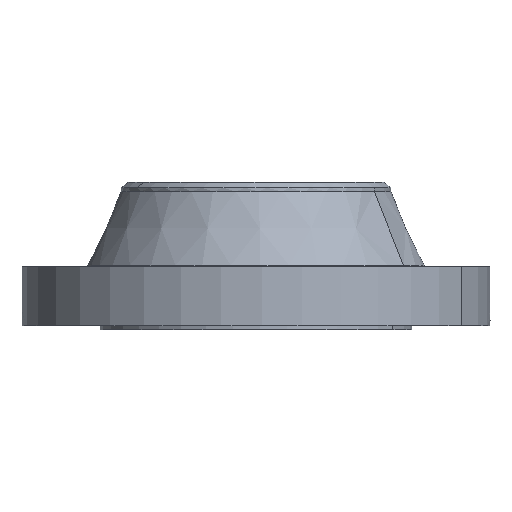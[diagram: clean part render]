
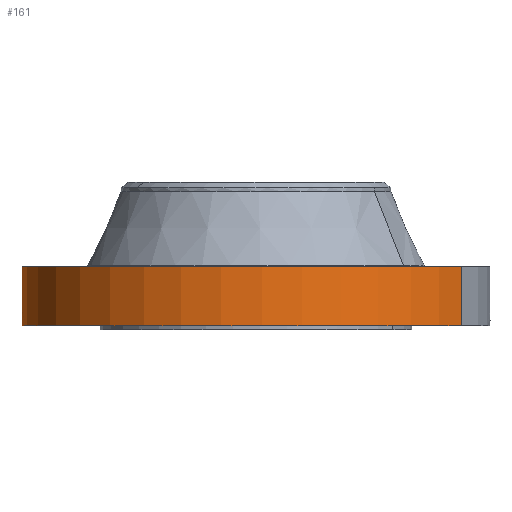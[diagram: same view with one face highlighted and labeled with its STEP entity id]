
A CAD part, left-side view. The second image highlights one B-rep face of the part: STEP entity #161.
In plain terms, the highlighted cylindrical face has radius 352.425 mm (diameter 704.85 mm), a partial arc.
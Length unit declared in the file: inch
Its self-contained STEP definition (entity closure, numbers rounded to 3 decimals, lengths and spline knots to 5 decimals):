
#38=AXIS2_PLACEMENT_3D('Cylinder Axis2P3D',#35,#36,#37) ;
#42=AXIS2_PLACEMENT_3D('Circle Axis2P3D',#40,#41,$) ;
#58=AXIS2_PLACEMENT_3D('Circle Axis2P3D',#56,#57,$) ;
#35=CARTESIAN_POINT('Axis2P3D Location',(0.,0.,4.375)) ;
#40=CARTESIAN_POINT('Axis2P3D Location',(0.,0.,0.25)) ;
#44=CARTESIAN_POINT('Vertex',(-6.65203,-12.17646,0.25)) ;
#46=CARTESIAN_POINT('Vertex',(6.65203,12.17646,0.25)) ;
#49=CARTESIAN_POINT('Line Origine',(-6.65203,-12.17646,2.)) ;
#53=CARTESIAN_POINT('Vertex',(-6.65203,-12.17646,3.75)) ;
#56=CARTESIAN_POINT('Axis2P3D Location',(0.,0.,3.75)) ;
#60=CARTESIAN_POINT('Vertex',(6.65203,12.17646,3.75)) ;
#63=CARTESIAN_POINT('Line Origine',(6.65203,12.17646,2.)) ;
#75=CARTESIAN_POINT('Control Point',(-0.00072,13.875,1.29412)) ;
#76=CARTESIAN_POINT('Control Point',(-0.01909,13.875,1.29408)) ;
#77=CARTESIAN_POINT('Control Point',(-0.03745,13.87496,1.29261)) ;
#78=CARTESIAN_POINT('Control Point',(-0.0556,13.87489,1.28972)) ;
#79=CARTESIAN_POINT('Vertex',(-0.00072,13.875,1.29412)) ;
#81=CARTESIAN_POINT('Vertex',(-0.05559,13.87489,1.28973)) ;
#85=CARTESIAN_POINT('Control Point',(-0.05559,13.87489,1.28972)) ;
#86=CARTESIAN_POINT('Control Point',(-0.09592,13.87473,1.28525)) ;
#87=CARTESIAN_POINT('Control Point',(-0.13559,13.87439,1.27344)) ;
#88=CARTESIAN_POINT('Control Point',(-0.17212,13.87393,1.25509)) ;
#89=CARTESIAN_POINT('Vertex',(-0.17212,13.87393,1.25509)) ;
#93=CARTESIAN_POINT('Control Point',(-0.03091,13.87497,0.53118)) ;
#94=CARTESIAN_POINT('Control Point',(-0.10015,13.87481,0.53995)) ;
#95=CARTESIAN_POINT('Control Point',(-0.16705,13.87423,0.56414)) ;
#96=CARTESIAN_POINT('Control Point',(-0.22682,13.87329,0.60295)) ;
#97=CARTESIAN_POINT('Control Point',(-0.29935,13.87183,0.67699)) ;
#98=CARTESIAN_POINT('Control Point',(-0.34418,13.87074,0.7673)) ;
#99=CARTESIAN_POINT('Control Point',(-0.35564,13.87045,0.798)) ;
#100=CARTESIAN_POINT('Control Point',(-0.37416,13.86996,0.86928)) ;
#101=CARTESIAN_POINT('Control Point',(-0.37583,13.86991,0.94261)) ;
#102=CARTESIAN_POINT('Control Point',(-0.37145,13.87003,0.98322)) ;
#103=CARTESIAN_POINT('Control Point',(-0.34897,13.87064,1.07571)) ;
#104=CARTESIAN_POINT('Control Point',(-0.29952,13.87182,1.1571)) ;
#105=CARTESIAN_POINT('Control Point',(-0.263,13.8726,1.19805)) ;
#106=CARTESIAN_POINT('Control Point',(-0.21976,13.87334,1.23115)) ;
#107=CARTESIAN_POINT('Control Point',(-0.17212,13.87393,1.25509)) ;
#108=CARTESIAN_POINT('Vertex',(-0.03091,13.87497,0.53118)) ;
#112=CARTESIAN_POINT('Control Point',(-0.03091,13.87497,0.53118)) ;
#113=CARTESIAN_POINT('Control Point',(-0.0206,13.87499,0.53087)) ;
#114=CARTESIAN_POINT('Control Point',(-0.01029,13.875,0.53094)) ;
#115=CARTESIAN_POINT('Control Point',(0.,13.875,0.53137)) ;
#116=CARTESIAN_POINT('Vertex',(0.,13.875,0.53137)) ;
#120=CARTESIAN_POINT('Control Point',(0.19271,13.87366,0.58725)) ;
#121=CARTESIAN_POINT('Control Point',(0.14904,13.87427,0.56195)) ;
#122=CARTESIAN_POINT('Control Point',(0.10112,13.87475,0.54375)) ;
#123=CARTESIAN_POINT('Control Point',(0.05081,13.875,0.53353)) ;
#124=CARTESIAN_POINT('Control Point',(0.,13.875,0.53137)) ;
#125=CARTESIAN_POINT('Vertex',(0.19271,13.87366,0.58725)) ;
#129=CARTESIAN_POINT('Control Point',(0.19271,13.87366,0.58725)) ;
#130=CARTESIAN_POINT('Control Point',(0.2496,13.87287,0.62022)) ;
#131=CARTESIAN_POINT('Control Point',(0.29976,13.87188,0.66449)) ;
#132=CARTESIAN_POINT('Control Point',(0.34006,13.87088,0.71855)) ;
#133=CARTESIAN_POINT('Control Point',(0.38446,13.86968,0.81667)) ;
#134=CARTESIAN_POINT('Control Point',(0.39316,13.86943,0.92196)) ;
#135=CARTESIAN_POINT('Control Point',(0.39109,13.86949,0.96209)) ;
#136=CARTESIAN_POINT('Control Point',(0.37701,13.86989,1.03696)) ;
#137=CARTESIAN_POINT('Control Point',(0.34496,13.87072,1.10536)) ;
#138=CARTESIAN_POINT('Control Point',(0.32593,13.8712,1.13578)) ;
#139=CARTESIAN_POINT('Control Point',(0.26412,13.87259,1.21242)) ;
#140=CARTESIAN_POINT('Control Point',(0.18084,13.87399,1.26554)) ;
#141=CARTESIAN_POINT('Control Point',(0.12186,13.87467,1.28765)) ;
#142=CARTESIAN_POINT('Control Point',(0.06045,13.875,1.29712)) ;
#143=CARTESIAN_POINT('Control Point',(-0.00003,13.875,1.29415)) ;
#144=CARTESIAN_POINT('Vertex',(-0.00003,13.875,1.29415)) ;
#148=CARTESIAN_POINT('Control Point',(-0.00072,13.875,1.29412)) ;
#149=CARTESIAN_POINT('Control Point',(-0.00037,13.875,1.29414)) ;
#150=CARTESIAN_POINT('Control Point',(-0.00003,13.875,1.29415)) ;
#36=DIRECTION('Axis2P3D Direction',(0.,0.,-0.039)) ;
#37=DIRECTION('Axis2P3D XDirection',(0.019,0.035,0.)) ;
#41=DIRECTION('Axis2P3D Direction',(0.,0.,-0.039)) ;
#50=DIRECTION('Vector Direction',(0.,0.,-0.039)) ;
#57=DIRECTION('Axis2P3D Direction',(0.,0.,-0.039)) ;
#64=DIRECTION('Vector Direction',(0.,0.,-0.039)) ;
#51=VECTOR('Line Direction',#50,0.03937) ;
#65=VECTOR('Line Direction',#64,0.03937) ;
#69=ORIENTED_EDGE('',*,*,#48,.F.) ;
#70=ORIENTED_EDGE('',*,*,#55,.T.) ;
#71=ORIENTED_EDGE('',*,*,#62,.T.) ;
#72=ORIENTED_EDGE('',*,*,#67,.F.) ;
#153=ORIENTED_EDGE('',*,*,#83,.T.) ;
#154=ORIENTED_EDGE('',*,*,#91,.T.) ;
#155=ORIENTED_EDGE('',*,*,#110,.F.) ;
#156=ORIENTED_EDGE('',*,*,#118,.T.) ;
#157=ORIENTED_EDGE('',*,*,#127,.F.) ;
#158=ORIENTED_EDGE('',*,*,#146,.T.) ;
#159=ORIENTED_EDGE('',*,*,#151,.F.) ;
#160=FACE_BOUND('',#152,.T.) ;
#161=ADVANCED_FACE('PartBody',(#73,#160),#39,.T.) ;
#74=B_SPLINE_CURVE_WITH_KNOTS('',3,(#75,#76,#77,#78),.UNSPECIFIED.,.F.,.U.,(4,4),(34.61651,36.65456),.UNSPECIFIED.) ;
#84=B_SPLINE_CURVE_WITH_KNOTS('',3,(#85,#86,#87,#88),.UNSPECIFIED.,.F.,.U.,(4,4),(0.,4.55893),.UNSPECIFIED.) ;
#92=B_SPLINE_CURVE_WITH_KNOTS('',5,(#93,#94,#95,#96,#97,#98,#99,#100,#101,#102,#103,#104,#105,#106,#107),.UNSPECIFIED.,.F.,.U.,(6,3,3,3,6),(0.,12.1285,17.98465,25.35588,35.2654),.UNSPECIFIED.) ;
#111=B_SPLINE_CURVE_WITH_KNOTS('',3,(#112,#113,#114,#115),.UNSPECIFIED.,.F.,.U.,(4,4),(0.,1.07535),.UNSPECIFIED.) ;
#119=B_SPLINE_CURVE_WITH_KNOTS('',4,(#120,#121,#122,#123,#124),.UNSPECIFIED.,.F.,.U.,(5,5),(0.,7.07967),.UNSPECIFIED.) ;
#128=B_SPLINE_CURVE_WITH_KNOTS('',5,(#129,#130,#131,#132,#133,#134,#135,#136,#137,#138,#139,#140,#141,#142,#143),.UNSPECIFIED.,.F.,.U.,(6,3,3,3,6),(0.,11.52783,18.59285,25.00572,36.30924),.UNSPECIFIED.) ;
#147=B_SPLINE_CURVE_WITH_KNOTS('',2,(#148,#149,#150),.UNSPECIFIED.,.F.,.U.,(3,3),(1.02495,1.05074),.UNSPECIFIED.) ;
#43=CIRCLE('generated circle',#42,13.875) ;
#59=CIRCLE('generated circle',#58,13.875) ;
#39=CYLINDRICAL_SURFACE('generated cylinder',#38,13.875) ;
#48=EDGE_CURVE('',#45,#47,#43,.T.) ;
#55=EDGE_CURVE('',#45,#54,#52,.F.) ;
#62=EDGE_CURVE('',#54,#61,#59,.T.) ;
#67=EDGE_CURVE('',#47,#61,#66,.F.) ;
#83=EDGE_CURVE('',#80,#82,#74,.T.) ;
#91=EDGE_CURVE('',#82,#90,#84,.T.) ;
#110=EDGE_CURVE('',#109,#90,#92,.T.) ;
#118=EDGE_CURVE('',#109,#117,#111,.T.) ;
#127=EDGE_CURVE('',#126,#117,#119,.T.) ;
#146=EDGE_CURVE('',#126,#145,#128,.T.) ;
#151=EDGE_CURVE('',#80,#145,#147,.T.) ;
#68=EDGE_LOOP('',(#69,#70,#71,#72)) ;
#152=EDGE_LOOP('',(#153,#154,#155,#156,#157,#158,#159)) ;
#73=FACE_OUTER_BOUND('',#68,.T.) ;
#52=LINE('Line',#49,#51) ;
#66=LINE('Line',#63,#65) ;
#45=VERTEX_POINT('',#44) ;
#47=VERTEX_POINT('',#46) ;
#54=VERTEX_POINT('',#53) ;
#61=VERTEX_POINT('',#60) ;
#80=VERTEX_POINT('',#79) ;
#82=VERTEX_POINT('',#81) ;
#90=VERTEX_POINT('',#89) ;
#109=VERTEX_POINT('',#108) ;
#117=VERTEX_POINT('',#116) ;
#126=VERTEX_POINT('',#125) ;
#145=VERTEX_POINT('',#144) ;
